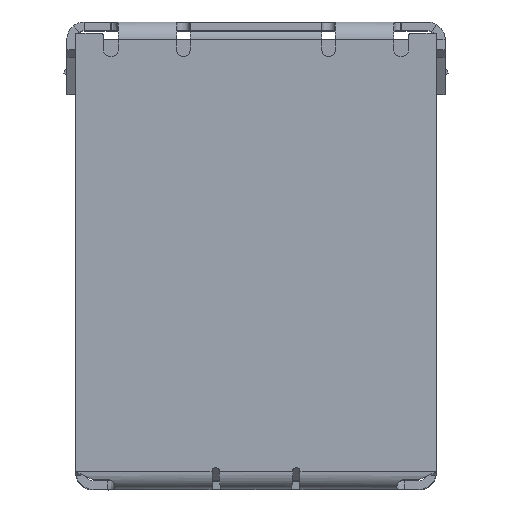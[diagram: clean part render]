
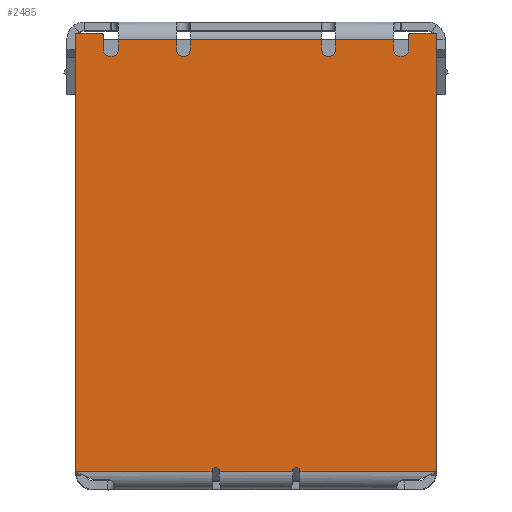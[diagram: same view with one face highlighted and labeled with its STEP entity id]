
A CAD part, top view. The second image highlights one B-rep face of the part: STEP entity #2485.
In plain terms, the highlighted face is planar.
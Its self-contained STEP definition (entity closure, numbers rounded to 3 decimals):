
#2485=ADVANCED_FACE('',(#8564),#8566,.T.);
#8564=FACE_BOUND('',#8565,.T.);
#8565=EDGE_LOOP('',(#14239,#14240,#14241,#14242,#14243,#14244,#14245,#14246,#14247,
#14248,#14249,#14250,#14251,#14252,#14253,#14254,#14255,#14256,#14257,#14258,#14259,
#14260,#14261,#14262,#14263,#14264,#14265,#14266,#14267,#14268));
#8566=PLANE('',#8567);
#8567=AXIS2_PLACEMENT_3D('',#8568,#8569,#8570);
#8568=CARTESIAN_POINT('',(6.396,11.,-15.049));
#8569=DIRECTION('',(0.,1.,-0.));
#8570=DIRECTION('',(-1.,0.,0.));
#14239=ORIENTED_EDGE('',*,*,#17356,.F.);
#14240=ORIENTED_EDGE('',*,*,#17357,.F.);
#14241=ORIENTED_EDGE('',*,*,#17358,.F.);
#14242=ORIENTED_EDGE('',*,*,#17359,.F.);
#14243=ORIENTED_EDGE('',*,*,#17360,.F.);
#14244=ORIENTED_EDGE('',*,*,#17361,.F.);
#14245=ORIENTED_EDGE('',*,*,#17362,.F.);
#14246=ORIENTED_EDGE('',*,*,#17355,.T.);
#14247=ORIENTED_EDGE('',*,*,#16683,.F.);
#14248=ORIENTED_EDGE('',*,*,#17363,.F.);
#14249=ORIENTED_EDGE('',*,*,#17364,.F.);
#14250=ORIENTED_EDGE('',*,*,#17365,.F.);
#14251=ORIENTED_EDGE('',*,*,#17366,.F.);
#14252=ORIENTED_EDGE('',*,*,#17367,.F.);
#14253=ORIENTED_EDGE('',*,*,#17368,.F.);
#14254=ORIENTED_EDGE('',*,*,#17369,.F.);
#14255=ORIENTED_EDGE('',*,*,#17370,.F.);
#14256=ORIENTED_EDGE('',*,*,#17371,.F.);
#14257=ORIENTED_EDGE('',*,*,#17372,.F.);
#14258=ORIENTED_EDGE('',*,*,#17373,.F.);
#14259=ORIENTED_EDGE('',*,*,#17374,.F.);
#14260=ORIENTED_EDGE('',*,*,#17375,.F.);
#14261=ORIENTED_EDGE('',*,*,#17376,.F.);
#14262=ORIENTED_EDGE('',*,*,#17377,.F.);
#14263=ORIENTED_EDGE('',*,*,#17378,.F.);
#14264=ORIENTED_EDGE('',*,*,#17379,.F.);
#14265=ORIENTED_EDGE('',*,*,#17380,.F.);
#14266=ORIENTED_EDGE('',*,*,#17381,.F.);
#14267=ORIENTED_EDGE('',*,*,#17382,.F.);
#14268=ORIENTED_EDGE('',*,*,#17383,.F.);
#16683=EDGE_CURVE('',#18805,#18806,#18807,.T.);
#17355=EDGE_CURVE('',#19900,#18806,#19905,.T.);
#17356=EDGE_CURVE('',#19906,#19907,#19908,.T.);
#17357=EDGE_CURVE('',#19909,#19906,#19910,.T.);
#17358=EDGE_CURVE('',#19911,#19909,#19912,.T.);
#17359=EDGE_CURVE('',#19913,#19911,#19914,.T.);
#17360=EDGE_CURVE('',#19915,#19913,#19916,.T.);
#17361=EDGE_CURVE('',#19917,#19915,#19918,.T.);
#17362=EDGE_CURVE('',#19900,#19917,#19919,.T.);
#17363=EDGE_CURVE('',#19920,#18805,#19921,.T.);
#17364=EDGE_CURVE('',#19922,#19920,#19923,.T.);
#17365=EDGE_CURVE('',#19924,#19922,#19925,.T.);
#17366=EDGE_CURVE('',#19926,#19924,#19927,.T.);
#17367=EDGE_CURVE('',#19928,#19926,#19929,.T.);
#17368=EDGE_CURVE('',#19930,#19928,#19931,.T.);
#17369=EDGE_CURVE('',#19932,#19930,#19933,.T.);
#17370=EDGE_CURVE('',#19934,#19932,#19935,.T.);
#17371=EDGE_CURVE('',#19936,#19934,#19937,.T.);
#17372=EDGE_CURVE('',#19938,#19936,#19939,.T.);
#17373=EDGE_CURVE('',#19940,#19938,#19941,.T.);
#17374=EDGE_CURVE('',#19942,#19940,#19943,.T.);
#17375=EDGE_CURVE('',#19944,#19942,#19945,.T.);
#17376=EDGE_CURVE('',#19946,#19944,#19947,.T.);
#17377=EDGE_CURVE('',#19948,#19946,#19949,.T.);
#17378=EDGE_CURVE('',#19950,#19948,#19951,.T.);
#17379=EDGE_CURVE('',#19952,#19950,#19953,.T.);
#17380=EDGE_CURVE('',#19954,#19952,#19955,.T.);
#17381=EDGE_CURVE('',#19956,#19954,#19957,.T.);
#17382=EDGE_CURVE('',#19958,#19956,#19959,.T.);
#17383=EDGE_CURVE('',#19907,#19958,#19960,.T.);
#18805=VERTEX_POINT('',#22641);
#18806=VERTEX_POINT('',#22642);
#18807=LINE('',#22643,#22644);
#19900=VERTEX_POINT('',#25379);
#19905=LINE('',#25423,#25424);
#19906=VERTEX_POINT('',#25426);
#19907=VERTEX_POINT('',#25427);
#19908=LINE('',#25428,#25429);
#19909=VERTEX_POINT('',#25431);
#19910=LINE('',#25432,#25433);
#19911=VERTEX_POINT('',#25435);
#19912=CIRCLE('',#25436,0.25);
#19913=VERTEX_POINT('',#25440);
#19914=LINE('',#25441,#25442);
#19915=VERTEX_POINT('',#25444);
#19916=CIRCLE('',#25445,0.1);
#19917=VERTEX_POINT('',#25449);
#19918=LINE('',#25450,#25451);
#19919=LINE('',#25453,#25454);
#19920=VERTEX_POINT('',#25456);
#19921=CIRCLE('',#25457,0.125);
#19922=VERTEX_POINT('',#25461);
#19923=LINE('',#25462,#25463);
#19924=VERTEX_POINT('',#25465);
#19925=LINE('',#25466,#25467);
#19926=VERTEX_POINT('',#25469);
#19927=LINE('',#25470,#25471);
#19928=VERTEX_POINT('',#25473);
#19929=CIRCLE('',#25474,0.125);
#19930=VERTEX_POINT('',#25478);
#19931=LINE('',#25479,#25480);
#19932=VERTEX_POINT('',#25482);
#19933=LINE('',#25483,#25484);
#19934=VERTEX_POINT('',#25486);
#19935=LINE('',#25487,#25488);
#19936=VERTEX_POINT('',#25490);
#19937=LINE('',#25491,#25492);
#19938=VERTEX_POINT('',#25494);
#19939=CIRCLE('',#25495,0.1);
#19940=VERTEX_POINT('',#25499);
#19941=LINE('',#25500,#25501);
#19942=VERTEX_POINT('',#25503);
#19943=CIRCLE('',#25504,0.25);
#19944=VERTEX_POINT('',#25508);
#19945=LINE('',#25509,#25510);
#19946=VERTEX_POINT('',#25512);
#19947=LINE('',#25513,#25514);
#19948=VERTEX_POINT('',#25516);
#19949=LINE('',#25517,#25518);
#19950=VERTEX_POINT('',#25520);
#19951=CIRCLE('',#25521,0.225);
#19952=VERTEX_POINT('',#25525);
#19953=LINE('',#25526,#25527);
#19954=VERTEX_POINT('',#25529);
#19955=LINE('',#25530,#25531);
#19956=VERTEX_POINT('',#25533);
#19957=LINE('',#25534,#25535);
#19958=VERTEX_POINT('',#25537);
#19959=CIRCLE('',#25538,0.225);
#19960=LINE('',#25542,#25543);
#22641=CARTESIAN_POINT('',(1.5,11.,-14.725));
#22642=CARTESIAN_POINT('',(1.5,11.,-14.75));
#22643=CARTESIAN_POINT('',(1.5,11.,-14.725));
#22644=VECTOR('',#22645,1.);
#22645=DIRECTION('',(0.,0.,-1.));
#25379=CARTESIAN_POINT('',(6.15,11.,-14.75));
#25423=CARTESIAN_POINT('',(6.15,11.,-14.75));
#25424=VECTOR('',#25425,1.);
#25425=DIRECTION('',(-1.,0.,0.));
#25426=CARTESIAN_POINT('',(4.7,11.,-0.01));
#25427=CARTESIAN_POINT('',(2.7,11.,-0.01));
#25428=CARTESIAN_POINT('',(4.7,11.,-0.01));
#25429=VECTOR('',#25430,1.);
#25430=DIRECTION('',(-1.,0.,0.));
#25431=CARTESIAN_POINT('',(4.7,11.,-0.35));
#25432=CARTESIAN_POINT('',(4.7,11.,-0.35));
#25433=VECTOR('',#25434,1.);
#25434=DIRECTION('',(0.,0.,1.));
#25435=CARTESIAN_POINT('',(5.2,11.,-0.35));
#25436=AXIS2_PLACEMENT_3D('',#25437,#25438,#25439);
#25437=CARTESIAN_POINT('',(4.95,11.,-0.35));
#25438=DIRECTION('',(0.,1.,-0.));
#25439=DIRECTION('',(1.,0.,0.));
#25440=CARTESIAN_POINT('',(5.2,11.,0.1));
#25441=CARTESIAN_POINT('',(5.2,11.,0.1));
#25442=VECTOR('',#25443,1.);
#25443=DIRECTION('',(0.,0.,-1.));
#25444=CARTESIAN_POINT('',(5.3,11.,0.2));
#25445=AXIS2_PLACEMENT_3D('',#25446,#25447,#25448);
#25446=CARTESIAN_POINT('',(5.3,11.,0.1));
#25447=DIRECTION('',(-0.,-1.,0.));
#25448=DIRECTION('',(0.,0.,1.));
#25449=CARTESIAN_POINT('',(6.15,11.,0.2));
#25450=CARTESIAN_POINT('',(6.15,11.,0.2));
#25451=VECTOR('',#25452,1.);
#25452=DIRECTION('',(-1.,0.,0.));
#25453=CARTESIAN_POINT('',(6.15,11.,-14.75));
#25454=VECTOR('',#25455,1.);
#25455=DIRECTION('',(0.,0.,1.));
#25456=CARTESIAN_POINT('',(1.25,11.,-14.725));
#25457=AXIS2_PLACEMENT_3D('',#25458,#25459,#25460);
#25458=CARTESIAN_POINT('',(1.375,11.,-14.725));
#25459=DIRECTION('',(0.,1.,-0.));
#25460=DIRECTION('',(-1.,0.,0.));
#25461=CARTESIAN_POINT('',(1.25,11.,-14.75));
#25462=CARTESIAN_POINT('',(1.25,11.,-14.75));
#25463=VECTOR('',#25464,1.);
#25464=DIRECTION('',(0.,0.,1.));
#25465=CARTESIAN_POINT('',(-1.25,11.,-14.75));
#25466=CARTESIAN_POINT('',(-1.25,11.,-14.75));
#25467=VECTOR('',#25468,1.);
#25468=DIRECTION('',(1.,0.,0.));
#25469=CARTESIAN_POINT('',(-1.25,11.,-14.725));
#25470=CARTESIAN_POINT('',(-1.25,11.,-14.725));
#25471=VECTOR('',#25472,1.);
#25472=DIRECTION('',(0.,0.,-1.));
#25473=CARTESIAN_POINT('',(-1.5,11.,-14.725));
#25474=AXIS2_PLACEMENT_3D('',#25475,#25476,#25477);
#25475=CARTESIAN_POINT('',(-1.375,11.,-14.725));
#25476=DIRECTION('',(0.,1.,-0.));
#25477=DIRECTION('',(-1.,0.,0.));
#25478=CARTESIAN_POINT('',(-1.5,11.,-14.75));
#25479=CARTESIAN_POINT('',(-1.5,11.,-14.75));
#25480=VECTOR('',#25481,1.);
#25481=DIRECTION('',(0.,0.,1.));
#25482=CARTESIAN_POINT('',(-6.15,11.,-14.75));
#25483=CARTESIAN_POINT('',(-6.15,11.,-14.75));
#25484=VECTOR('',#25485,1.);
#25485=DIRECTION('',(1.,0.,0.));
#25486=CARTESIAN_POINT('',(-6.15,11.,0.2));
#25487=CARTESIAN_POINT('',(-6.15,11.,0.2));
#25488=VECTOR('',#25489,1.);
#25489=DIRECTION('',(0.,0.,-1.));
#25490=CARTESIAN_POINT('',(-5.3,11.,0.2));
#25491=CARTESIAN_POINT('',(-5.3,11.,0.2));
#25492=VECTOR('',#25493,1.);
#25493=DIRECTION('',(-1.,0.,0.));
#25494=CARTESIAN_POINT('',(-5.2,11.,0.1));
#25495=AXIS2_PLACEMENT_3D('',#25496,#25497,#25498);
#25496=CARTESIAN_POINT('',(-5.3,11.,0.1));
#25497=DIRECTION('',(0.,-1.,0.));
#25498=DIRECTION('',(1.,0.,0.));
#25499=CARTESIAN_POINT('',(-5.2,11.,-0.35));
#25500=CARTESIAN_POINT('',(-5.2,11.,-0.35));
#25501=VECTOR('',#25502,1.);
#25502=DIRECTION('',(0.,0.,1.));
#25503=CARTESIAN_POINT('',(-4.7,11.,-0.35));
#25504=AXIS2_PLACEMENT_3D('',#25505,#25506,#25507);
#25505=CARTESIAN_POINT('',(-4.95,11.,-0.35));
#25506=DIRECTION('',(0.,1.,-0.));
#25507=DIRECTION('',(1.,0.,0.));
#25508=CARTESIAN_POINT('',(-4.7,11.,-0.01));
#25509=CARTESIAN_POINT('',(-4.7,11.,-0.01));
#25510=VECTOR('',#25511,1.);
#25511=DIRECTION('',(0.,0.,-1.));
#25512=CARTESIAN_POINT('',(-2.7,11.,-0.01));
#25513=CARTESIAN_POINT('',(-2.7,11.,-0.01));
#25514=VECTOR('',#25515,1.);
#25515=DIRECTION('',(-1.,0.,0.));
#25516=CARTESIAN_POINT('',(-2.7,11.,-0.375));
#25517=CARTESIAN_POINT('',(-2.7,11.,-0.375));
#25518=VECTOR('',#25519,1.);
#25519=DIRECTION('',(0.,0.,1.));
#25520=CARTESIAN_POINT('',(-2.25,11.,-0.375));
#25521=AXIS2_PLACEMENT_3D('',#25522,#25523,#25524);
#25522=CARTESIAN_POINT('',(-2.475,11.,-0.375));
#25523=DIRECTION('',(0.,1.,-0.));
#25524=DIRECTION('',(1.,0.,0.));
#25525=CARTESIAN_POINT('',(-2.25,11.,-0.01));
#25526=CARTESIAN_POINT('',(-2.25,11.,-0.01));
#25527=VECTOR('',#25528,1.);
#25528=DIRECTION('',(0.,0.,-1.));
#25529=CARTESIAN_POINT('',(2.25,11.,-0.01));
#25530=CARTESIAN_POINT('',(2.25,11.,-0.01));
#25531=VECTOR('',#25532,1.);
#25532=DIRECTION('',(-1.,0.,0.));
#25533=CARTESIAN_POINT('',(2.25,11.,-0.375));
#25534=CARTESIAN_POINT('',(2.25,11.,-0.375));
#25535=VECTOR('',#25536,1.);
#25536=DIRECTION('',(0.,0.,1.));
#25537=CARTESIAN_POINT('',(2.7,11.,-0.375));
#25538=AXIS2_PLACEMENT_3D('',#25539,#25540,#25541);
#25539=CARTESIAN_POINT('',(2.475,11.,-0.375));
#25540=DIRECTION('',(0.,1.,-0.));
#25541=DIRECTION('',(1.,0.,0.));
#25542=CARTESIAN_POINT('',(2.7,11.,-0.01));
#25543=VECTOR('',#25544,1.);
#25544=DIRECTION('',(0.,0.,-1.));
